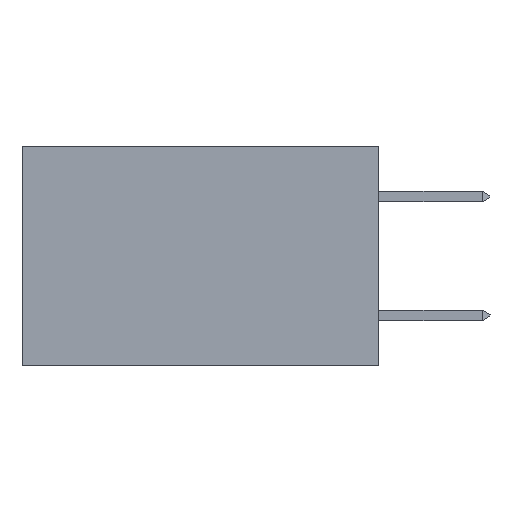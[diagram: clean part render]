
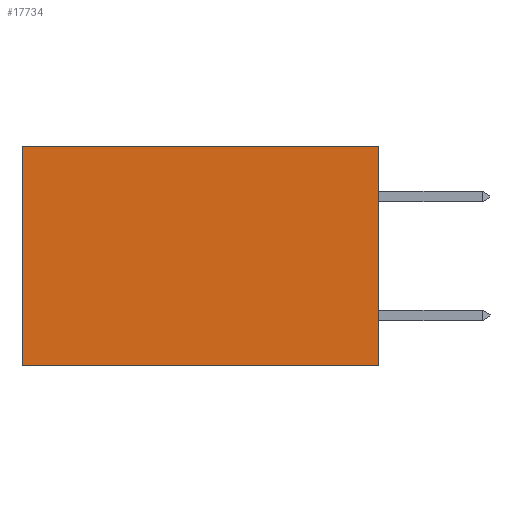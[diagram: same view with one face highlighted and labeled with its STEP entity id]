
A CAD part, left-side view. The second image highlights one B-rep face of the part: STEP entity #17734.
In plain terms, the highlighted planar face has unit normal (-1, 0, 0).
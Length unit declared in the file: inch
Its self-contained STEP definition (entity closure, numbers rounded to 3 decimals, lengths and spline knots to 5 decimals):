
#118 = VECTOR ( 'NONE', #16346, 39.37008 ) ;
#650 = ORIENTED_EDGE ( 'NONE', *, *, #13622, .T. ) ;
#1039 = CARTESIAN_POINT ( 'NONE',  ( 0.298, 0., -0.37 ) ) ;
#1127 = ORIENTED_EDGE ( 'NONE', *, *, #24489, .F. ) ;
#1388 = VECTOR ( 'NONE', #16981, 39.37008 ) ;
#3414 = CARTESIAN_POINT ( 'NONE',  ( 0.298, 0., 0. ) ) ;
#5786 = PLANE ( 'NONE',  #10380 ) ;
#6398 = VERTEX_POINT ( 'NONE', #20868 ) ;
#7330 = ORIENTED_EDGE ( 'NONE', *, *, #11423, .T. ) ;
#8458 = DIRECTION ( 'NONE',  ( 0., 0., -1. ) ) ;
#8863 = VECTOR ( 'NONE', #11999, 39.37008 ) ;
#8871 = VERTEX_POINT ( 'NONE', #24471 ) ;
#9181 = DIRECTION ( 'NONE',  ( 0., 1., 0. ) ) ;
#9778 = EDGE_CURVE ( 'NONE', #6398, #24170, #21411, .T. ) ;
#10011 = VERTEX_POINT ( 'NONE', #17330 ) ;
#10380 = AXIS2_PLACEMENT_3D ( 'NONE', #3414, #13129, #8458 ) ;
#10740 = VECTOR ( 'NONE', #9181, 39.37008 ) ;
#11423 = EDGE_CURVE ( 'NONE', #8871, #10011, #28661, .T. ) ;
#11999 = DIRECTION ( 'NONE',  ( 0., 0., -1. ) ) ;
#12247 = CARTESIAN_POINT ( 'NONE',  ( 0.298, 0.6, 0. ) ) ;
#13129 = DIRECTION ( 'NONE',  ( 1., 0., 0. ) ) ;
#13369 = LINE ( 'NONE', #30065, #10740 ) ;
#13442 = LINE ( 'NONE', #25766, #118 ) ;
#13622 = EDGE_CURVE ( 'NONE', #6398, #8871, #13442, .T. ) ;
#16346 = DIRECTION ( 'NONE',  ( 0., 1., 0. ) ) ;
#16981 = DIRECTION ( 'NONE',  ( 0., 0., -1. ) ) ;
#17330 = CARTESIAN_POINT ( 'NONE',  ( 0.298, 0.6, -0.37 ) ) ;
#17384 = ORIENTED_EDGE ( 'NONE', *, *, #9778, .F. ) ;
#17734 = ADVANCED_FACE ( 'NONE', ( #23283 ), #5786, .F. ) ;
#20868 = CARTESIAN_POINT ( 'NONE',  ( 0.298, 0., 0. ) ) ;
#21411 = LINE ( 'NONE', #23449, #8863 ) ;
#21446 = EDGE_LOOP ( 'NONE', ( #7330, #1127, #17384, #650 ) ) ;
#23283 = FACE_OUTER_BOUND ( 'NONE', #21446, .T. ) ;
#23449 = CARTESIAN_POINT ( 'NONE',  ( 0.298, 0., 0. ) ) ;
#24170 = VERTEX_POINT ( 'NONE', #1039 ) ;
#24471 = CARTESIAN_POINT ( 'NONE',  ( 0.298, 0.6, 0. ) ) ;
#24489 = EDGE_CURVE ( 'NONE', #24170, #10011, #13369, .T. ) ;
#25766 = CARTESIAN_POINT ( 'NONE',  ( 0.298, 0., 0. ) ) ;
#28661 = LINE ( 'NONE', #12247, #1388 ) ;
#30065 = CARTESIAN_POINT ( 'NONE',  ( 0.298, 0., -0.37 ) ) ;
